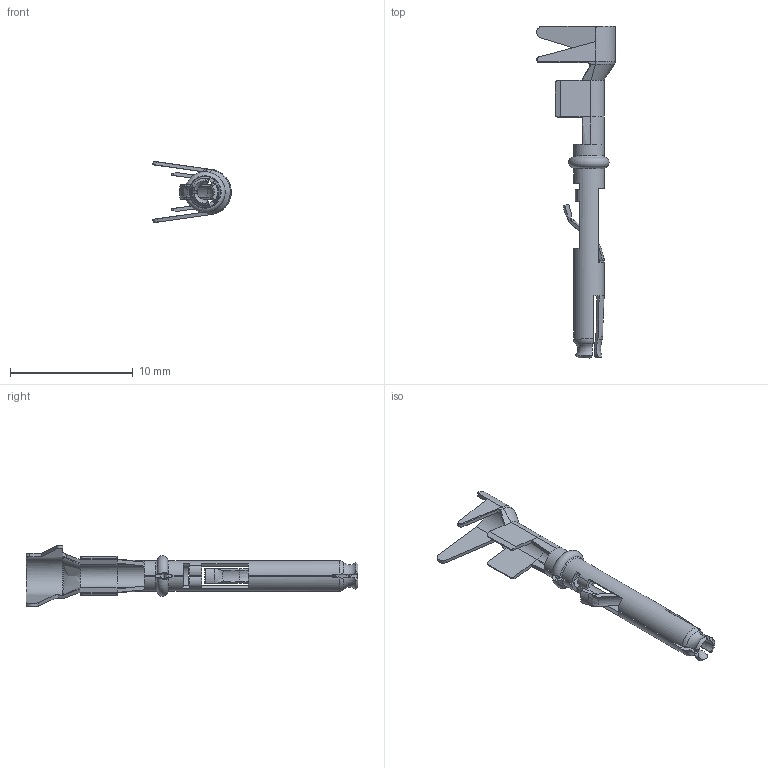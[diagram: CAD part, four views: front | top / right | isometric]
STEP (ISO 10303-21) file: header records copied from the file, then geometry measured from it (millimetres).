
FILE_DESCRIPTION(/* description */ (''),/* implementation_level */ '2;1');
FILE_NAME(/* name */ '',/* time_stamp */ '2015-07-18T15:00:17+08:00',/* author */ (''),/* organization */ (''),/* preprocessor_version */ 'ST-DEVELOPER v11',/* originating_system */ 'SIEMENS PLM Software NX 7.0',/* authorisation */ '');
FILE_SCHEMA (('CONFIG_CONTROL_DESIGN'));
Length unit declared in the file: millimetre
Products named in the file (1): CDSF_2.5P_x_t
Bounding box: 6.39 x 27 x 5 mm (x, y, z)
Volume: 48.5 mm3; surface area: 389.7 mm2
Topology: 1 solids, 1 shells, 186 faces, 499 edges, 315 vertices
Faces by surface type: plane 79, bspline 56, cylinder 30, torus 16, cone 5
Entity records: 8322 total; most frequent: CARTESIAN_POINT 4097, ORIENTED_EDGE 998, DIRECTION 694, EDGE_CURVE 499, VERTEX_POINT 315, AXIS2_PLACEMENT_3D 257, EDGE_LOOP 188, ADVANCED_FACE 186
